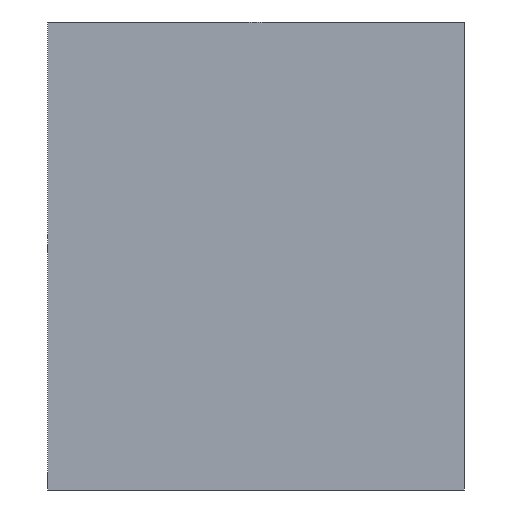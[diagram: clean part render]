
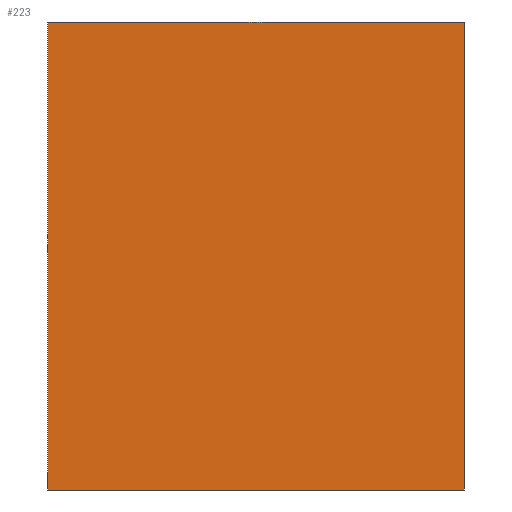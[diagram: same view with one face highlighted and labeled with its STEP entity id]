
A CAD part, front view. The second image highlights one B-rep face of the part: STEP entity #223.
In plain terms, the highlighted planar face has unit normal (0, -1, 0).
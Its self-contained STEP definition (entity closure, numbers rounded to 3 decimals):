
#145=VERTEX_POINT('',#385);
#171=EDGE_CURVE('',#249,#241,#411,.T.);
#189=EDGE_CURVE('',#271,#145,#430,.T.);
#191=EDGE_CURVE('',#271,#241,#432,.T.);
#223=ADVANCED_FACE('',(#468),#469,.T.);
#239=EDGE_CURVE('',#145,#249,#491,.T.);
#241=VERTEX_POINT('',#493);
#249=VERTEX_POINT('',#502);
#271=VERTEX_POINT('',#525);
#385=CARTESIAN_POINT('',(200.0,0.,0.0));
#411=LINE('',#675,#676);
#430=LINE('',#706,#707);
#432=LINE('',#710,#711);
#468=FACE_OUTER_BOUND('',#765,.T.);
#469=PLANE('',#766);
#491=LINE('',#793,#794);
#493=CARTESIAN_POINT('',(-200.,0.,450.0));
#502=CARTESIAN_POINT('',(200.0,0.,450.0));
#525=CARTESIAN_POINT('',(-200.,0.,0.0));
#675=CARTESIAN_POINT('',(-200.,0.,450.0));
#676=VECTOR('',#999,1.0);
#706=CARTESIAN_POINT('',(-200.,0.,0.0));
#707=VECTOR('',#1015,1.0);
#710=CARTESIAN_POINT('',(-200.,0.,0.0));
#711=VECTOR('',#1016,1.0);
#765=EDGE_LOOP('',(#1045,#1046,#1047,#1048));
#766=AXIS2_PLACEMENT_3D('',#1049,#1050,#1051);
#793=CARTESIAN_POINT('',(200.0,0.,0.0));
#794=VECTOR('',#1088,1.0);
#999=DIRECTION('',(-1.0,0.0,0.0));
#1015=DIRECTION('',(1.0,0.0,0.0));
#1016=DIRECTION('',(0.0,0.0,1.0));
#1045=ORIENTED_EDGE('',*,*,#171,.T.);
#1046=ORIENTED_EDGE('',*,*,#191,.F.);
#1047=ORIENTED_EDGE('',*,*,#189,.T.);
#1048=ORIENTED_EDGE('',*,*,#239,.T.);
#1049=CARTESIAN_POINT('',(200.0,0.,0.0));
#1050=DIRECTION('',(0.0,-1.0,0.0));
#1051=DIRECTION('',(0.0,0.0,-1.0));
#1088=DIRECTION('',(0.0,0.0,1.0));
